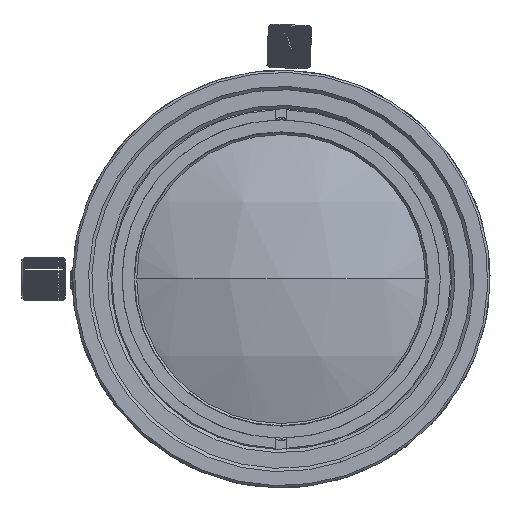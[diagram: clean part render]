
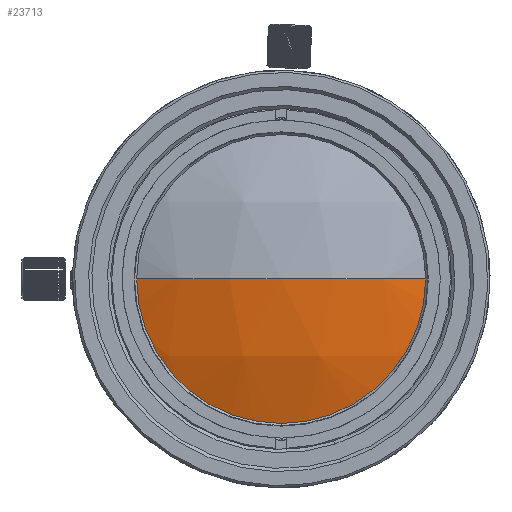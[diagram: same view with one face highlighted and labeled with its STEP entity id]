
A CAD part, left-side view. The second image highlights one B-rep face of the part: STEP entity #23713.
In plain terms, the highlighted spherical face has radius 37.482 mm.
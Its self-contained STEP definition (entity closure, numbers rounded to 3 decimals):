
#474 = VERTEX_POINT ( 'NONE', #3535 ) ;
#887 = DIRECTION ( 'NONE',  ( 1., 0., 0. ) ) ;
#1233 = CARTESIAN_POINT ( 'NONE',  ( 52.98, 0., 0. ) ) ;
#1776 = EDGE_LOOP ( 'NONE', ( #3698, #18259, #24570 ) ) ;
#2490 = DIRECTION ( 'NONE',  ( 1., 0., 0. ) ) ;
#3535 = CARTESIAN_POINT ( 'NONE',  ( 18.211, -14., 0. ) ) ;
#3698 = ORIENTED_EDGE ( 'NONE', *, *, #24610, .F. ) ;
#5235 = DIRECTION ( 'NONE',  ( 0., 0., 1. ) ) ;
#8985 = DIRECTION ( 'NONE',  ( 0., -1., 0. ) ) ;
#11344 = CIRCLE ( 'NONE', #11886, 37.482 ) ;
#11886 = AXIS2_PLACEMENT_3D ( 'NONE', #1233, #19831, #15752 ) ;
#12017 = VERTEX_POINT ( 'NONE', #23552 ) ;
#13083 = FACE_OUTER_BOUND ( 'NONE', #1776, .T. ) ;
#14843 = EDGE_CURVE ( 'NONE', #474, #26285, #24971, .T. ) ;
#15528 = AXIS2_PLACEMENT_3D ( 'NONE', #17362, #21563, #8985 ) ;
#15752 = DIRECTION ( 'NONE',  ( -1., 0., 0. ) ) ;
#16410 = AXIS2_PLACEMENT_3D ( 'NONE', #23293, #2490, #19248 ) ;
#17314 = CARTESIAN_POINT ( 'NONE',  ( 18.211, 14., 0. ) ) ;
#17362 = CARTESIAN_POINT ( 'NONE',  ( 52.98, 0., 0. ) ) ;
#18259 = ORIENTED_EDGE ( 'NONE', *, *, #26822, .T. ) ;
#19248 = DIRECTION ( 'NONE',  ( 0., 0., 1. ) ) ;
#19254 = SPHERICAL_SURFACE ( 'NONE', #15528, 37.482 ) ;
#19704 = AXIS2_PLACEMENT_3D ( 'NONE', #25742, #5235, #887 ) ;
#19831 = DIRECTION ( 'NONE',  ( 0., 0., -1. ) ) ;
#21563 = DIRECTION ( 'NONE',  ( 0., 0., -1. ) ) ;
#23293 = CARTESIAN_POINT ( 'NONE',  ( 18.211, 0., 0. ) ) ;
#23552 = CARTESIAN_POINT ( 'NONE',  ( 15.498, 0., 0. ) ) ;
#23713 = ADVANCED_FACE ( 'NONE', ( #13083 ), #19254, .T. ) ;
#24570 = ORIENTED_EDGE ( 'NONE', *, *, #14843, .F. ) ;
#24610 = EDGE_CURVE ( 'NONE', #12017, #474, #26686, .T. ) ;
#24971 = CIRCLE ( 'NONE', #16410, 14. ) ;
#25742 = CARTESIAN_POINT ( 'NONE',  ( 52.98, 0., 0. ) ) ;
#26285 = VERTEX_POINT ( 'NONE', #17314 ) ;
#26686 = CIRCLE ( 'NONE', #19704, 37.482 ) ;
#26822 = EDGE_CURVE ( 'NONE', #12017, #26285, #11344, .T. ) ;
